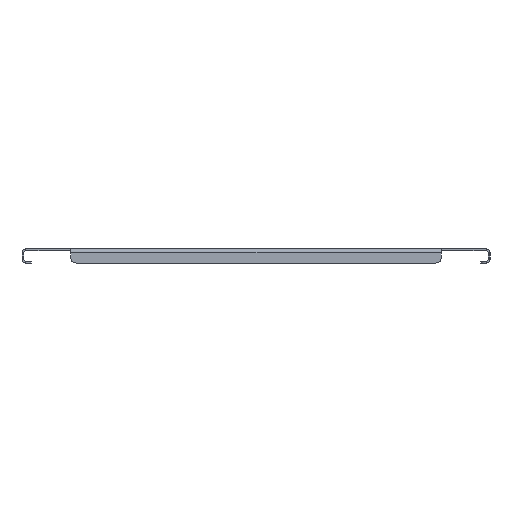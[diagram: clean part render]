
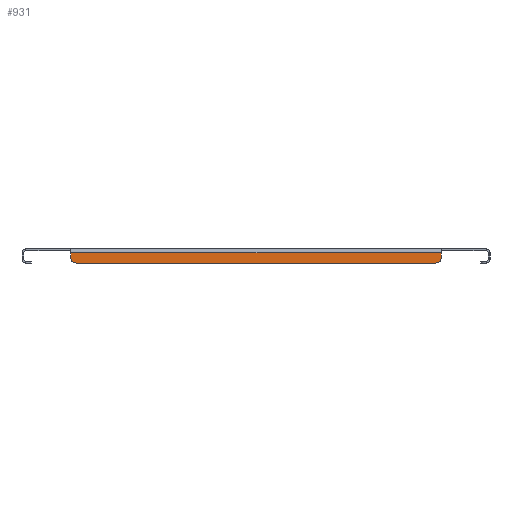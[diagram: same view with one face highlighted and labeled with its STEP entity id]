
A CAD part, left-side view. The second image highlights one B-rep face of the part: STEP entity #931.
In plain terms, the highlighted planar face has unit normal (-1, 0, 0).
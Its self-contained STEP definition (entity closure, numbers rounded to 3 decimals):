
#18 = EDGE_CURVE ( 'NONE', #842, #2552, #999, .T. ) ;
#65 = ORIENTED_EDGE ( 'NONE', *, *, #646, .T. ) ;
#77 = LINE ( 'NONE', #2857, #723 ) ;
#86 = LINE ( 'NONE', #990, #811 ) ;
#210 = ORIENTED_EDGE ( 'NONE', *, *, #1067, .F. ) ;
#310 = CARTESIAN_POINT ( 'NONE',  ( -299.5, 0., 0. ) ) ;
#364 = CARTESIAN_POINT ( 'NONE',  ( -299.5, -198., -15. ) ) ;
#431 = EDGE_CURVE ( 'NONE', #560, #842, #86, .T. ) ;
#464 = VECTOR ( 'NONE', #2319, 1000. ) ;
#560 = VERTEX_POINT ( 'NONE', #2546 ) ;
#584 = AXIS2_PLACEMENT_3D ( 'NONE', #310, #2176, #1212 ) ;
#646 = EDGE_CURVE ( 'NONE', #2313, #1957, #1145, .T. ) ;
#695 = VECTOR ( 'NONE', #2629, 1000. ) ;
#722 = CARTESIAN_POINT ( 'NONE',  ( -299.5, -198., -4. ) ) ;
#723 = VECTOR ( 'NONE', #1452, 1000. ) ;
#811 = VECTOR ( 'NONE', #1690, 1000. ) ;
#842 = VERTEX_POINT ( 'NONE', #1360 ) ;
#870 = VERTEX_POINT ( 'NONE', #722 ) ;
#931 = ADVANCED_FACE ( 'NONE', ( #2158 ), #1939, .F. ) ;
#940 = EDGE_LOOP ( 'NONE', ( #210, #65, #1320, #1890, #1173, #2633 ) ) ;
#990 = CARTESIAN_POINT ( 'NONE',  ( -299.5, 198., -15. ) ) ;
#999 = CIRCLE ( 'NONE', #2830, 6. ) ;
#1067 = EDGE_CURVE ( 'NONE', #2313, #2552, #77, .T. ) ;
#1088 = CARTESIAN_POINT ( 'NONE',  ( -299.5, -198., -9. ) ) ;
#1114 = DIRECTION ( 'NONE',  ( 0., 0., -1. ) ) ;
#1145 = CIRCLE ( 'NONE', #1189, 6. ) ;
#1173 = ORIENTED_EDGE ( 'NONE', *, *, #431, .T. ) ;
#1189 = AXIS2_PLACEMENT_3D ( 'NONE', #2276, #2688, #1114 ) ;
#1212 = DIRECTION ( 'NONE',  ( 0., 0., -1. ) ) ;
#1320 = ORIENTED_EDGE ( 'NONE', *, *, #2859, .T. ) ;
#1360 = CARTESIAN_POINT ( 'NONE',  ( -299.5, 198., -9. ) ) ;
#1400 = CARTESIAN_POINT ( 'NONE',  ( -299.5, -250., -4. ) ) ;
#1452 = DIRECTION ( 'NONE',  ( 0., 1., 0. ) ) ;
#1527 = CARTESIAN_POINT ( 'NONE',  ( -299.5, 192., -15. ) ) ;
#1534 = CARTESIAN_POINT ( 'NONE',  ( -299.5, 192., -9. ) ) ;
#1690 = DIRECTION ( 'NONE',  ( 0., 0., -1. ) ) ;
#1774 = DIRECTION ( 'NONE',  ( -1., 0., 0. ) ) ;
#1890 = ORIENTED_EDGE ( 'NONE', *, *, #2760, .F. ) ;
#1939 = PLANE ( 'NONE',  #584 ) ;
#1957 = VERTEX_POINT ( 'NONE', #1088 ) ;
#2158 = FACE_OUTER_BOUND ( 'NONE', #940, .T. ) ;
#2176 = DIRECTION ( 'NONE',  ( 1., 0., 0. ) ) ;
#2276 = CARTESIAN_POINT ( 'NONE',  ( -299.5, -192., -9. ) ) ;
#2296 = LINE ( 'NONE', #1400, #464 ) ;
#2313 = VERTEX_POINT ( 'NONE', #2577 ) ;
#2319 = DIRECTION ( 'NONE',  ( 0., -1., 0. ) ) ;
#2546 = CARTESIAN_POINT ( 'NONE',  ( -299.5, 198., -4. ) ) ;
#2552 = VERTEX_POINT ( 'NONE', #1527 ) ;
#2577 = CARTESIAN_POINT ( 'NONE',  ( -299.5, -192., -15. ) ) ;
#2629 = DIRECTION ( 'NONE',  ( 0., 0., 1. ) ) ;
#2633 = ORIENTED_EDGE ( 'NONE', *, *, #18, .T. ) ;
#2668 = LINE ( 'NONE', #364, #695 ) ;
#2688 = DIRECTION ( 'NONE',  ( -1., 0., 0. ) ) ;
#2698 = DIRECTION ( 'NONE',  ( 0., 0., -1. ) ) ;
#2760 = EDGE_CURVE ( 'NONE', #560, #870, #2296, .T. ) ;
#2830 = AXIS2_PLACEMENT_3D ( 'NONE', #1534, #1774, #2698 ) ;
#2857 = CARTESIAN_POINT ( 'NONE',  ( -299.5, -250., -15. ) ) ;
#2859 = EDGE_CURVE ( 'NONE', #1957, #870, #2668, .T. ) ;
